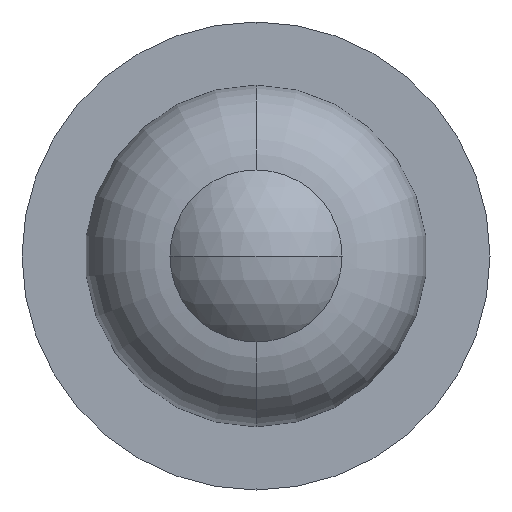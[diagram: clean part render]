
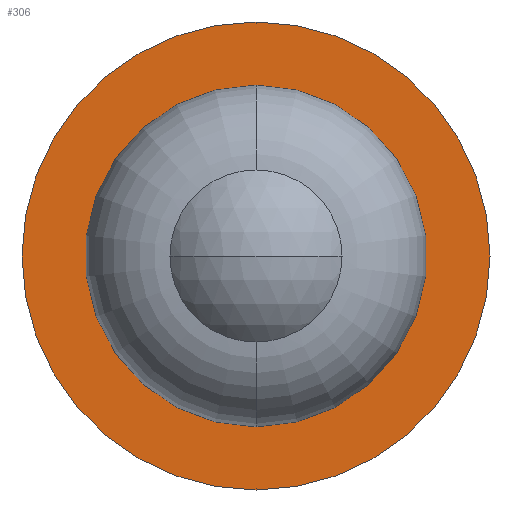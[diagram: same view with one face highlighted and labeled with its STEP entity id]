
A CAD part, front view. The second image highlights one B-rep face of the part: STEP entity #306.
In plain terms, the highlighted planar face has unit normal (0, -1, 0).
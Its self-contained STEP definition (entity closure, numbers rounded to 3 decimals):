
#10 = FACE_BOUND ( 'NONE', #131, .T. ) ;
#30 = EDGE_CURVE ( 'NONE', #175, #160, #221, .T. ) ;
#32 = EDGE_CURVE ( 'NONE', #225, #127, #200, .T. ) ;
#38 = CIRCLE ( 'NONE', #366, 5.04 ) ;
#57 = CIRCLE ( 'NONE', #273, 2.49 ) ;
#66 = CARTESIAN_POINT ( 'NONE',  ( 0., 18.4, 2.49 ) ) ;
#72 = CARTESIAN_POINT ( 'NONE',  ( 0., 18.4, 5.04 ) ) ;
#94 = CARTESIAN_POINT ( 'NONE',  ( 0., 18.4, 0. ) ) ;
#95 = DIRECTION ( 'NONE',  ( 0., -1., 0. ) ) ;
#98 = DIRECTION ( 'NONE',  ( 0., -1., 0. ) ) ;
#101 = DIRECTION ( 'NONE',  ( 0., 0., -1. ) ) ;
#107 = CARTESIAN_POINT ( 'NONE',  ( 0., 18.4, 0. ) ) ;
#127 = VERTEX_POINT ( 'NONE', #66 ) ;
#128 = EDGE_CURVE ( 'NONE', #127, #225, #57, .T. ) ;
#131 = EDGE_LOOP ( 'NONE', ( #134, #190 ) ) ;
#133 = DIRECTION ( 'NONE',  ( 0., -1., 0. ) ) ;
#134 = ORIENTED_EDGE ( 'NONE', *, *, #32, .F. ) ;
#135 = CARTESIAN_POINT ( 'NONE',  ( 0., 18.4, -5.04 ) ) ;
#139 = DIRECTION ( 'NONE',  ( 0., 0., -1. ) ) ;
#151 = ORIENTED_EDGE ( 'NONE', *, *, #230, .T. ) ;
#154 = ORIENTED_EDGE ( 'NONE', *, *, #30, .T. ) ;
#160 = VERTEX_POINT ( 'NONE', #72 ) ;
#163 = CARTESIAN_POINT ( 'NONE',  ( 0., 18.4, -2.49 ) ) ;
#164 = CARTESIAN_POINT ( 'NONE',  ( 0., 18.4, 0. ) ) ;
#175 = VERTEX_POINT ( 'NONE', #135 ) ;
#182 = AXIS2_PLACEMENT_3D ( 'NONE', #284, #302, #307 ) ;
#190 = ORIENTED_EDGE ( 'NONE', *, *, #128, .F. ) ;
#199 = DIRECTION ( 'NONE',  ( 0., 0., -1. ) ) ;
#200 = CIRCLE ( 'NONE', #368, 2.49 ) ;
#218 = CARTESIAN_POINT ( 'NONE',  ( 0., 18.4, 0. ) ) ;
#219 = DIRECTION ( 'NONE',  ( 0., -1., 0. ) ) ;
#221 = CIRCLE ( 'NONE', #354, 5.04 ) ;
#222 = DIRECTION ( 'NONE',  ( 0., 0., -1. ) ) ;
#225 = VERTEX_POINT ( 'NONE', #163 ) ;
#230 = EDGE_CURVE ( 'NONE', #160, #175, #38, .T. ) ;
#253 = EDGE_LOOP ( 'NONE', ( #154, #151 ) ) ;
#273 = AXIS2_PLACEMENT_3D ( 'NONE', #94, #98, #101 ) ;
#284 = CARTESIAN_POINT ( 'NONE',  ( 2.49, 18.4, 0. ) ) ;
#286 = PLANE ( 'NONE',  #182 ) ;
#302 = DIRECTION ( 'NONE',  ( 0., -1., 0. ) ) ;
#306 = ADVANCED_FACE ( 'NONE', ( #317, #10 ), #286, .T. ) ;
#307 = DIRECTION ( 'NONE',  ( 0., 0., -1. ) ) ;
#317 = FACE_OUTER_BOUND ( 'NONE', #253, .T. ) ;
#354 = AXIS2_PLACEMENT_3D ( 'NONE', #107, #133, #199 ) ;
#366 = AXIS2_PLACEMENT_3D ( 'NONE', #218, #219, #222 ) ;
#368 = AXIS2_PLACEMENT_3D ( 'NONE', #164, #95, #139 ) ;
